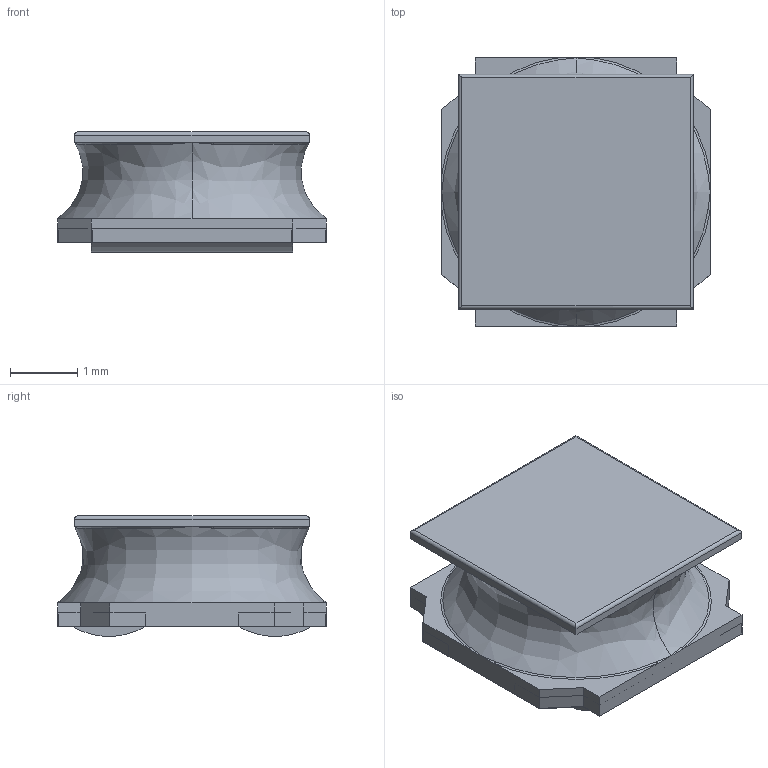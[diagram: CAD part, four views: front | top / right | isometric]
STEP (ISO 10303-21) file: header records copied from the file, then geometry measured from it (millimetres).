
FILE_DESCRIPTION (( 'STEP AP214' ), '1' );
FILE_NAME ('NR4018T100M.STEP', '2023-02-07T05:23:59', ( '' ), ( '' ), 'SwSTEP 2.0', 'SolidWorks 2022', '' );
FILE_SCHEMA (( 'AUTOMOTIVE_DESIGN' ));
Length unit declared in the file: millimetre
Products named in the file (1): NR4018T100M
Bounding box: 4 x 4 x 1.8 mm (x, y, z)
Volume: 18.4 mm3; surface area: 93.6 mm2
Topology: 5 solids, 5 shells, 102 faces, 254 edges, 148 vertices
Faces by surface type: plane 70, bspline 18, torus 8, cylinder 6
Entity records: 4066 total; most frequent: CARTESIAN_POINT 839, ORIENTED_EDGE 476, DIRECTION 422, EDGE_CURVE 238, LINE 180, VECTOR 180, VERTEX_POINT 148, AXIS2_PLACEMENT_3D 121
